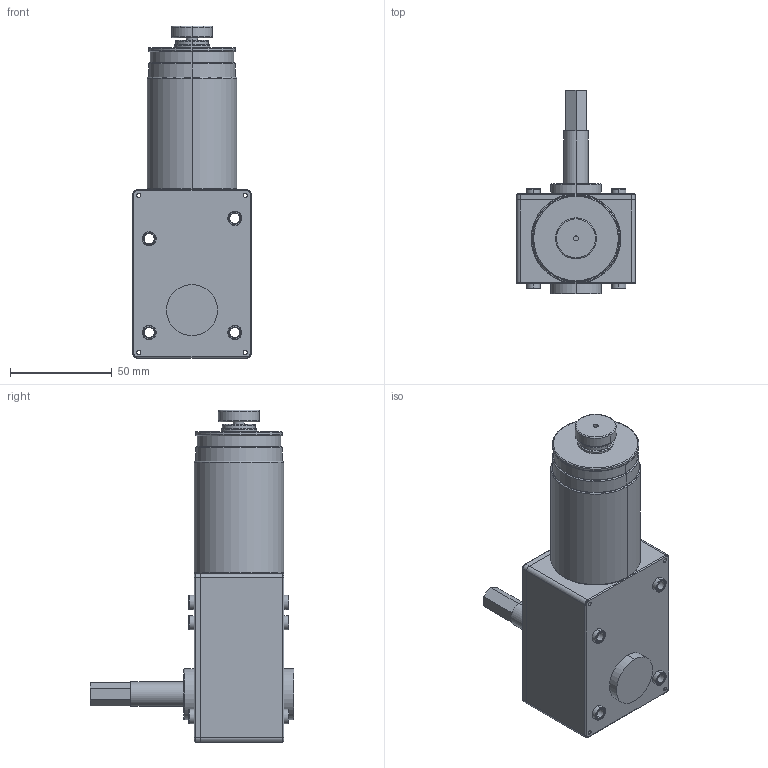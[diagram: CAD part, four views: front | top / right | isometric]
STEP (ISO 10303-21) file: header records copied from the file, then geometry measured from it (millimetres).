
FILE_DESCRIPTION (( 'STEP AP203' ), '1' );
FILE_NAME ('kingsrk.STEP', '2020-10-19T14:29:44', ( '' ), ( '' ), 'SwSTEP 2.0', 'SolidWorks 2020', '' );
FILE_SCHEMA (( 'CONFIG_CONTROL_DESIGN' ));
Length unit declared in the file: millimetre
Products named in the file (1): kingsrk
Bounding box: 58 x 100 x 162.88 mm (x, y, z)
Volume: 322922.1 mm3; surface area: 42341.7 mm2
Topology: 2 solids, 2 shells, 170 faces, 362 edges, 216 vertices
Faces by surface type: cylinder 72, torus 60, plane 38
Entity records: 4737 total; most frequent: DIRECTION 956, CARTESIAN_POINT 749, ORIENTED_EDGE 724, AXIS2_PLACEMENT_3D 423, EDGE_CURVE 362, CIRCLE 252, VERTEX_POINT 216, EDGE_LOOP 206
